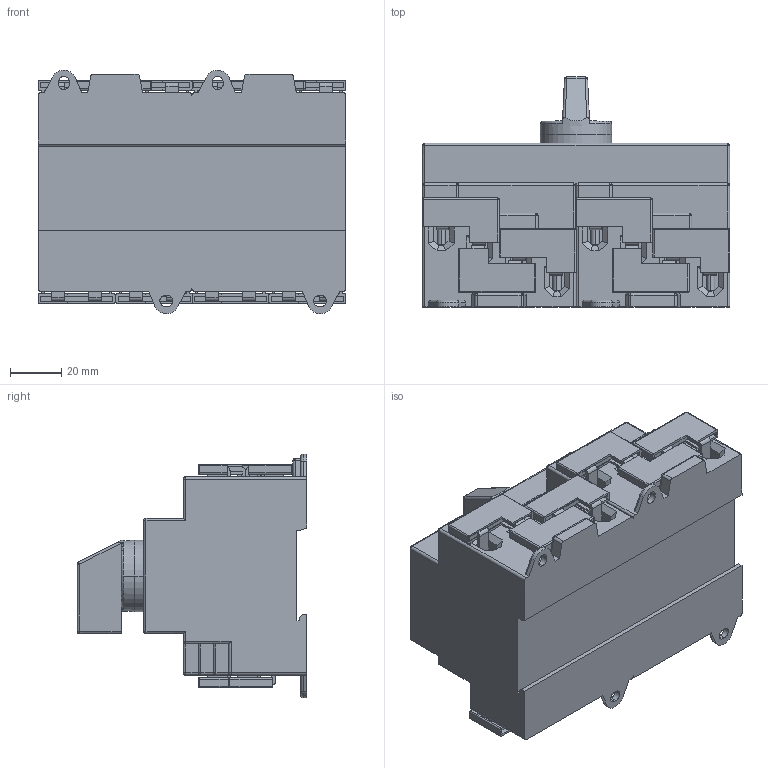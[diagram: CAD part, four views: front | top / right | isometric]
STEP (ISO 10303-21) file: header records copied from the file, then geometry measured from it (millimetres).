
FILE_DESCRIPTION((''),'2;1');
FILE_NAME('004660066_LS32_SMA_A4_2_ASM','2024-08-07T14:33:59',('klemen.sitar'),('Audax d.o.o.'),'CREO PARAMETRIC BY PTC INC, 2021304','CREO PARAMETRIC BY PTC INC, 2021304','');
FILE_SCHEMA(('AP242_MANAGED_MODEL_BASED_3D_ENGINEERING_MIM_LF { 1 0 10303 442 1 1 4 }'));
Products named in the file (13): DUMMIE_SCHALTERKRP0002_1_1_1_1; 64_SCREW_1_1_1_1_1_2_3_1; 64_SCREW_1_1_1_1_1_2_1_1; 004660063_3DFILE_ASM_1_ASM_1_AS_ASM; 004660063_LS16_SMA_A4_ASM_1_ASM_ASM; 004664200_LAS_20_3P_COP_ASM_1_3_ASM; NOLOGGOASP_ASM_1_ASM_1_ASM; G2_48X48_NUR_GRIFF_1_1_1_1; PRT0004_1_1; PRT0005_1_1; 004660067_LSV_B1_ASM_1_ASM; 004664200_LAS_20_3P_COP_ASM_1_ASM; 004660066_LS32_SMA_A4_2_ASM
Assembly tree (35 placements, depth 7):
  004660066_LS32_SMA_A4_2_ASM
    004664200_LAS_20_3P_COP_ASM_1_ASM
      DUMMIE_SCHALTERKRP0002_1_1_1_1
      64_SCREW_1_1_1_1_1_2_3_1  x8
      NOLOGGOASP_ASM_1_ASM_1_ASM
        004664200_LAS_20_3P_COP_ASM_1_3_ASM
          004660063_LS16_SMA_A4_ASM_1_ASM_ASM
            004660063_3DFILE_ASM_1_ASM_1_AS_ASM
              64_SCREW_1_1_1_1_1_2_1_1  x8
      G2_48X48_NUR_GRIFF_1_1_1_1
      004660067_LSV_B1_ASM_1_ASM  x9
        PRT0004_1_1
        PRT0005_1_1
    004660067_LSV_B1_ASM_1_ASM
      PRT0004_1_1
      PRT0005_1_1
Bounding box: 120 x 89.7 x 95 mm (x, y, z)
Volume: 502839.3 mm3; surface area: 91812.2 mm2
Topology: 38 solids, 38 shells, 2066 faces, 5604 edges, 3512 vertices
Faces by surface type: plane 1132, cylinder 512, cone 130, sphere 124, torus 104, bspline 64
Entity records: 30510 total; most frequent: CARTESIAN_POINT 5174, DIRECTION 3953, ORIENTED_EDGE 3736, EDGE_CURVE 1868, PRESENTATION_STYLE_ASSIGNMENT 1564, STYLED_ITEM 1564, AXIS2_PLACEMENT_3D 1398, CURVE_STYLE 1367
